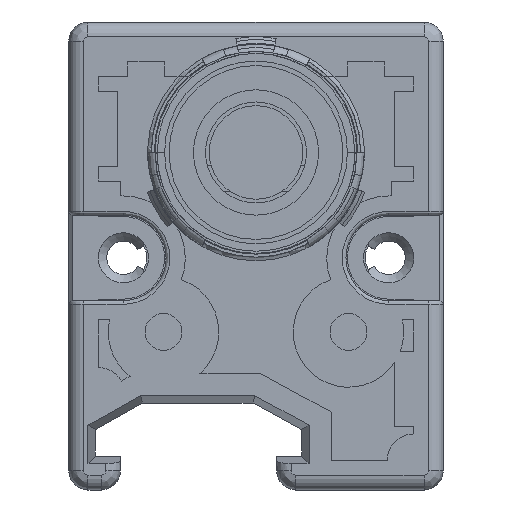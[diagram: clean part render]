
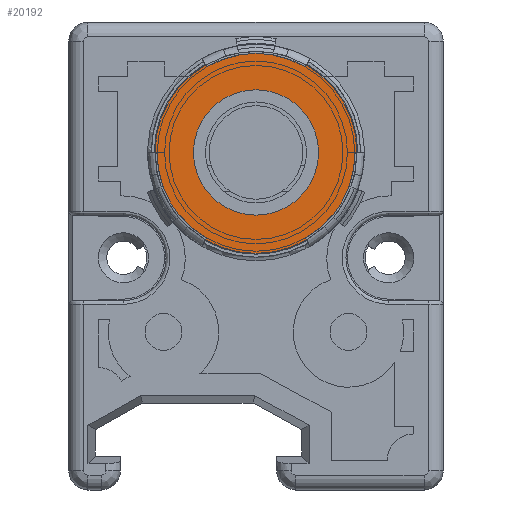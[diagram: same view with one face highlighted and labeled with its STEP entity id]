
A CAD part, front view. The second image highlights one B-rep face of the part: STEP entity #20192.
In plain terms, the highlighted planar face has unit normal (0, -1, 0).
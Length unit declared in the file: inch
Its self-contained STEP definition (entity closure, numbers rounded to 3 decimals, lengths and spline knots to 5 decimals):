
#5797=CARTESIAN_POINT('',(0.,-0.98425,0.90157));
#5798=DIRECTION('',(0.,-1.,0.));
#5799=DIRECTION('',(0.5,0.,-0.866));
#5800=AXIS2_PLACEMENT_3D('',#5797,#5798,#5799);
#5835=DIRECTION('',(-1.,0.,0.001));
#5836=VECTOR('',#5835,0.00492);
#5837=CARTESIAN_POINT('',(-0.26476,-0.98425,
0.90172));
#5838=LINE('',#5837,#5836);
#5839=CARTESIAN_POINT('',(0.,-0.98425,0.90157));
#5840=DIRECTION('',(0.,-1.,0.));
#5841=DIRECTION('',(-0.5,0.,0.866));
#5842=AXIS2_PLACEMENT_3D('',#5839,#5840,#5841);
#5844=DIRECTION('',(-0.501,0.,0.866));
#5845=VECTOR('',#5844,0.00492);
#5846=CARTESIAN_POINT('',(-0.13238,-0.98425,
1.13087));
#5847=LINE('',#5846,#5845);
#5848=DIRECTION('',(0.499,0.,0.866));
#5849=VECTOR('',#5848,0.00492);
#5850=CARTESIAN_POINT('',(0.13238,-0.98425,
1.13087));
#5851=LINE('',#5850,#5849);
#5852=CARTESIAN_POINT('',(0.,-0.98425,0.90157));
#5853=DIRECTION('',(0.,-1.,0.));
#5854=DIRECTION('',(1.,0.,0.));
#5855=AXIS2_PLACEMENT_3D('',#5852,#5853,#5854);
#5857=DIRECTION('',(1.,0.,0.));
#5858=VECTOR('',#5857,0.00492);
#5859=CARTESIAN_POINT('',(0.26476,-0.98425,
0.90157));
#5860=LINE('',#5859,#5858);
#5861=DIRECTION('',(0.501,0.,-0.866));
#5862=VECTOR('',#5861,0.00492);
#5863=CARTESIAN_POINT('',(0.13238,-0.98425,
0.67228));
#5864=LINE('',#5863,#5862);
#5865=CARTESIAN_POINT('',(0.,-0.98425,0.90157));
#5866=DIRECTION('',(0.,-1.,0.));
#5867=DIRECTION('',(-0.5,0.,-0.866));
#5868=AXIS2_PLACEMENT_3D('',#5865,#5866,#5867);
#5870=DIRECTION('',(-0.501,0.,-0.866));
#5871=VECTOR('',#5870,0.00492);
#5872=CARTESIAN_POINT('',(-0.13238,-0.98425,
0.67228));
#5873=LINE('',#5872,#5871);
#5874=CARTESIAN_POINT('',(0.,-0.98425,0.90157));
#5875=DIRECTION('',(0.,-1.,0.));
#5876=DIRECTION('',(-0.866,0.,0.5));
#5877=AXIS2_PLACEMENT_3D('',#5874,#5875,#5876);
#5879=CARTESIAN_POINT('',(0.,-0.98425,0.90157));
#5880=DIRECTION('',(0.,-1.,0.));
#5881=DIRECTION('',(0.866,0.,-0.5));
#5882=AXIS2_PLACEMENT_3D('',#5879,#5880,#5881);
#5884=CARTESIAN_POINT('',(0.,-0.98425,0.90157));
#5885=DIRECTION('',(0.,-1.,0.));
#5886=DIRECTION('',(-1.,0.,0.001));
#5887=AXIS2_PLACEMENT_3D('',#5884,#5885,#5886);
#7217=CARTESIAN_POINT('',(0.,-0.98425,0.90157));
#7218=DIRECTION('',(0.,-1.,0.));
#7219=DIRECTION('',(0.5,0.,0.866));
#7220=AXIS2_PLACEMENT_3D('',#7217,#7218,#7219);
#11989=CARTESIAN_POINT('',(0.13484,-0.98425,
1.13513));
#11991=VERTEX_POINT('',#11989);
#11993=CARTESIAN_POINT('',(0.13238,-0.98425,
0.67228));
#11994=CARTESIAN_POINT('',(0.13484,-0.98425,
0.66802));
#11995=VERTEX_POINT('',#11993);
#11996=VERTEX_POINT('',#11994);
#12001=CARTESIAN_POINT('',(0.26476,-0.98425,
0.90157));
#12002=CARTESIAN_POINT('',(0.26968,-0.98425,
0.90157));
#12003=VERTEX_POINT('',#12001);
#12004=VERTEX_POINT('',#12002);
#12017=CARTESIAN_POINT('',(-0.13484,-0.98425,
0.66802));
#12018=VERTEX_POINT('',#12017);
#12029=CARTESIAN_POINT('',(0.13238,-0.98425,
1.13087));
#12030=VERTEX_POINT('',#12029);
#12033=CARTESIAN_POINT('',(-0.13238,-0.98425,
1.13087));
#12034=CARTESIAN_POINT('',(-0.13484,-0.98425,
1.13513));
#12035=VERTEX_POINT('',#12033);
#12036=VERTEX_POINT('',#12034);
#12065=CARTESIAN_POINT('',(-0.14491,-0.98425,
0.98524));
#12066=CARTESIAN_POINT('',(0.14491,-0.98425,
0.81791));
#12067=VERTEX_POINT('',#12065);
#12068=VERTEX_POINT('',#12066);
#12081=CARTESIAN_POINT('',(-0.26476,-0.98425,
0.90172));
#12082=CARTESIAN_POINT('',(-0.26968,-0.98425,
0.90172));
#12083=VERTEX_POINT('',#12081);
#12084=VERTEX_POINT('',#12082);
#12089=CARTESIAN_POINT('',(-0.13238,-0.98425,
0.67228));
#12090=VERTEX_POINT('',#12089);
#20157=CARTESIAN_POINT('',(0.,-0.98425,0.90157));
#20158=DIRECTION('',(0.,-1.,0.));
#20159=DIRECTION('',(-0.5,0.,-0.866));
#20160=AXIS2_PLACEMENT_3D('',#20157,#20158,#20159);
#20161=PLANE('',#20160);
#20163=ORIENTED_EDGE('',*,*,#20162,.F.);
#20165=ORIENTED_EDGE('',*,*,#20164,.T.);
#20167=ORIENTED_EDGE('',*,*,#20166,.F.);
#20169=ORIENTED_EDGE('',*,*,#20168,.F.);
#20171=ORIENTED_EDGE('',*,*,#20170,.F.);
#20173=ORIENTED_EDGE('',*,*,#20172,.T.);
#20175=ORIENTED_EDGE('',*,*,#20174,.F.);
#20177=ORIENTED_EDGE('',*,*,#20176,.F.);
#20178=ORIENTED_EDGE('',*,*,#20087,.F.);
#20179=ORIENTED_EDGE('',*,*,#20147,.T.);
#20181=ORIENTED_EDGE('',*,*,#20180,.F.);
#20183=ORIENTED_EDGE('',*,*,#20182,.F.);
#20184=EDGE_LOOP('',(#20163,#20165,#20167,#20169,#20171,#20173,#20175,#20177,
#20178,#20179,#20181,#20183));
#20185=FACE_OUTER_BOUND('',#20184,.F.);
#20187=ORIENTED_EDGE('',*,*,#20186,.T.);
#20189=ORIENTED_EDGE('',*,*,#20188,.T.);
#20190=EDGE_LOOP('',(#20187,#20189));
#20191=FACE_BOUND('',#20190,.F.);
#20192=ADVANCED_FACE('',(#20185,#20191),#20161,.T.);
#5801=CIRCLE('',#5800,0.26476);
#5843=CIRCLE('',#5842,0.26969);
#5856=CIRCLE('',#5855,0.26969);
#5869=CIRCLE('',#5868,0.26969);
#5878=CIRCLE('',#5877,0.16732);
#5883=CIRCLE('',#5882,0.16732);
#5888=CIRCLE('',#5887,0.26476);
#7221=CIRCLE('',#7220,0.26476);
#20087=EDGE_CURVE('',#11995,#12003,#5801,.T.);
#20147=EDGE_CURVE('',#11995,#11996,#5864,.T.);
#20162=EDGE_CURVE('',#12083,#12090,#5888,.T.);
#20164=EDGE_CURVE('',#12083,#12084,#5838,.T.);
#20166=EDGE_CURVE('',#12036,#12084,#5843,.T.);
#20168=EDGE_CURVE('',#12035,#12036,#5847,.T.);
#20170=EDGE_CURVE('',#12030,#12035,#7221,.T.);
#20172=EDGE_CURVE('',#12030,#11991,#5851,.T.);
#20174=EDGE_CURVE('',#12004,#11991,#5856,.T.);
#20176=EDGE_CURVE('',#12003,#12004,#5860,.T.);
#20180=EDGE_CURVE('',#12018,#11996,#5869,.T.);
#20182=EDGE_CURVE('',#12090,#12018,#5873,.T.);
#20186=EDGE_CURVE('',#12067,#12068,#5878,.T.);
#20188=EDGE_CURVE('',#12068,#12067,#5883,.T.);
